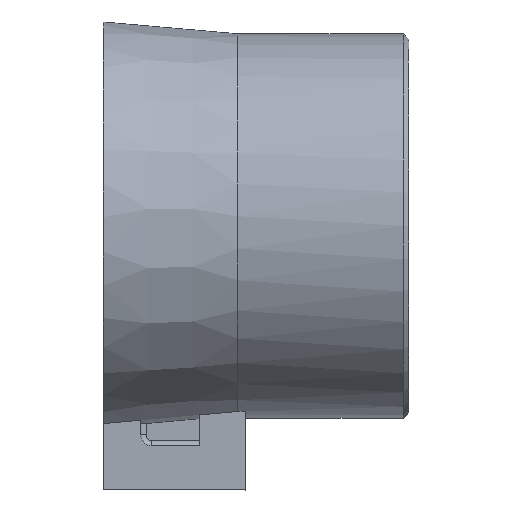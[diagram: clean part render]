
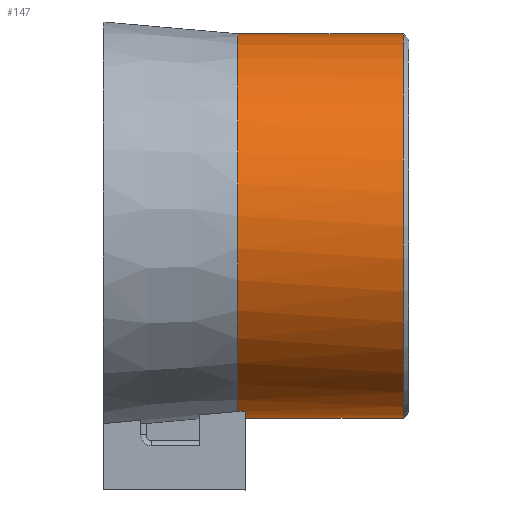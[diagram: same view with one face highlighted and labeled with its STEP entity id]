
A CAD part, top view. The second image highlights one B-rep face of the part: STEP entity #147.
In plain terms, the highlighted cylindrical face has radius 17.5 mm (diameter 35 mm), a partial arc.
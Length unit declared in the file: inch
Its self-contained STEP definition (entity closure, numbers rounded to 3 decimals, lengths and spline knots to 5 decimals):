
#3 = DIRECTION ( 'NONE',  ( -1., 0., 0. ) ) ;
#8 = CARTESIAN_POINT ( 'NONE',  ( -0.29803, 0.68898, 0. ) ) ;
#57 = DIRECTION ( 'NONE',  ( -1., 0., 0. ) ) ;
#67 = EDGE_LOOP ( 'NONE', ( #810, #1194, #877, #583, #1052, #931 ) ) ;
#84 = EDGE_CURVE ( 'NONE', #529, #275, #266, .T. ) ;
#147 = ADVANCED_FACE ( 'NONE', ( #899 ), #1233, .T. ) ;
#190 = CARTESIAN_POINT ( 'NONE',  ( 0.29528, 0., 0. ) ) ;
#224 = DIRECTION ( 'NONE',  ( 0., 0., 1. ) ) ;
#266 = CIRCLE ( 'NONE', #1360, 0.68898 ) ;
#272 = CARTESIAN_POINT ( 'NONE',  ( -0.29803, -0.66421, 0.18307 ) ) ;
#275 = VERTEX_POINT ( 'NONE', #8 ) ;
#305 = VECTOR ( 'NONE', #1498, 39.37008 ) ;
#309 = AXIS2_PLACEMENT_3D ( 'NONE', #1151, #3, #224 ) ;
#348 = CARTESIAN_POINT ( 'NONE',  ( 0.29528, -0.68898, 0. ) ) ;
#367 = EDGE_CURVE ( 'NONE', #1209, #501, #1001, .T. ) ;
#380 = CARTESIAN_POINT ( 'NONE',  ( -0.26969, -0.66421, 0.18307 ) ) ;
#459 = CARTESIAN_POINT ( 'NONE',  ( 0.29528, 0.68898, 0. ) ) ;
#480 = CIRCLE ( 'NONE', #309, 0.68898 ) ;
#492 = B_SPLINE_CURVE_WITH_KNOTS ( 'NONE', 3,
 ( #1417, #839, #1302, #272 ),
 .UNSPECIFIED., .F., .F.,
 ( 4, 4 ),
 ( 0., 0.00072 ),
 .UNSPECIFIED. ) ;
#501 = VERTEX_POINT ( 'NONE', #348 ) ;
#526 = DIRECTION ( 'NONE',  ( 1., 0., 0. ) ) ;
#529 = VERTEX_POINT ( 'NONE', #1487 ) ;
#582 = CARTESIAN_POINT ( 'NONE',  ( 0.29528, -0.68898, 0. ) ) ;
#583 = ORIENTED_EDGE ( 'NONE', *, *, #1164, .F. ) ;
#652 = EDGE_CURVE ( 'NONE', #1330, #529, #492, .T. ) ;
#665 = DIRECTION ( 'NONE',  ( 0., 0., -1. ) ) ;
#696 = LINE ( 'NONE', #582, #305 ) ;
#724 = VECTOR ( 'NONE', #526, 39.37008 ) ;
#748 = VERTEX_POINT ( 'NONE', #1060 ) ;
#759 = DIRECTION ( 'NONE',  ( -1., 0., 0. ) ) ;
#788 = CARTESIAN_POINT ( 'NONE',  ( 0.00847, 0., 0. ) ) ;
#810 = ORIENTED_EDGE ( 'NONE', *, *, #912, .F. ) ;
#839 = CARTESIAN_POINT ( 'NONE',  ( -0.27913, -0.66421, 0.18307 ) ) ;
#877 = ORIENTED_EDGE ( 'NONE', *, *, #367, .F. ) ;
#899 = FACE_OUTER_BOUND ( 'NONE', #67, .T. ) ;
#912 = EDGE_CURVE ( 'NONE', #748, #1330, #480, .T. ) ;
#931 = ORIENTED_EDGE ( 'NONE', *, *, #652, .F. ) ;
#1001 = CIRCLE ( 'NONE', #1499, 0.68898 ) ;
#1052 = ORIENTED_EDGE ( 'NONE', *, *, #84, .F. ) ;
#1060 = CARTESIAN_POINT ( 'NONE',  ( -0.26969, -0.68898, 0. ) ) ;
#1116 = DIRECTION ( 'NONE',  ( 0., 0., -1. ) ) ;
#1151 = CARTESIAN_POINT ( 'NONE',  ( -0.26969, 0., 0. ) ) ;
#1164 = EDGE_CURVE ( 'NONE', #275, #1209, #1437, .T. ) ;
#1194 = ORIENTED_EDGE ( 'NONE', *, *, #1425, .F. ) ;
#1209 = VERTEX_POINT ( 'NONE', #459 ) ;
#1223 = CARTESIAN_POINT ( 'NONE',  ( 0.00847, 0.68898, 0. ) ) ;
#1233 = CYLINDRICAL_SURFACE ( 'NONE', #1238, 0.68898 ) ;
#1238 = AXIS2_PLACEMENT_3D ( 'NONE', #788, #57, #1116 ) ;
#1302 = CARTESIAN_POINT ( 'NONE',  ( -0.28858, -0.66421, 0.18307 ) ) ;
#1330 = VERTEX_POINT ( 'NONE', #380 ) ;
#1360 = AXIS2_PLACEMENT_3D ( 'NONE', #1443, #759, #1452 ) ;
#1368 = DIRECTION ( 'NONE',  ( 1., 0., 0. ) ) ;
#1417 = CARTESIAN_POINT ( 'NONE',  ( -0.26969, -0.66421, 0.18307 ) ) ;
#1425 = EDGE_CURVE ( 'NONE', #501, #748, #696, .T. ) ;
#1437 = LINE ( 'NONE', #1223, #724 ) ;
#1443 = CARTESIAN_POINT ( 'NONE',  ( -0.29803, 0., 0. ) ) ;
#1452 = DIRECTION ( 'NONE',  ( 0., 0., -1. ) ) ;
#1487 = CARTESIAN_POINT ( 'NONE',  ( -0.29803, -0.66421, 0.18307 ) ) ;
#1498 = DIRECTION ( 'NONE',  ( -1., 0., 0. ) ) ;
#1499 = AXIS2_PLACEMENT_3D ( 'NONE', #190, #1368, #665 ) ;
